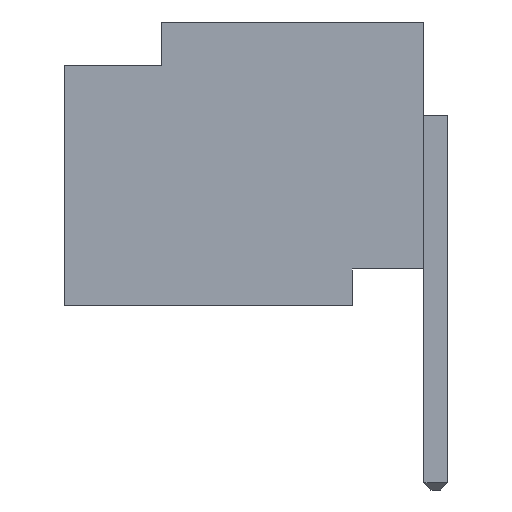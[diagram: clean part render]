
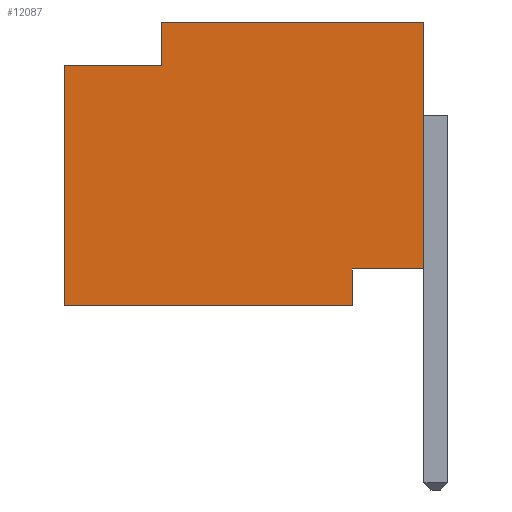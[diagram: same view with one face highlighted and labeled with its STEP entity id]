
A CAD part, left-side view. The second image highlights one B-rep face of the part: STEP entity #12087.
In plain terms, the highlighted planar face has unit normal (-1, 0, 0).
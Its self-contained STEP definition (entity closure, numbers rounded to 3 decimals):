
#678=ORIENTED_EDGE('',*,*,#3016,.T.);
#679=ORIENTED_EDGE('',*,*,#3110,.T.);
#680=ORIENTED_EDGE('',*,*,#3128,.T.);
#681=ORIENTED_EDGE('',*,*,#3129,.F.);
#682=ORIENTED_EDGE('',*,*,#3005,.F.);
#683=ORIENTED_EDGE('',*,*,#3121,.F.);
#684=ORIENTED_EDGE('',*,*,#3130,.F.);
#685=ORIENTED_EDGE('',*,*,#3131,.T.);
#3005=EDGE_CURVE('',#4235,#4236,#5015,.T.);
#3016=EDGE_CURVE('',#4246,#4245,#5026,.T.);
#3110=EDGE_CURVE('',#4245,#4335,#5120,.T.);
#3121=EDGE_CURVE('',#4343,#4235,#5131,.T.);
#3128=EDGE_CURVE('',#4335,#4348,#5138,.T.);
#3129=EDGE_CURVE('',#4236,#4348,#5139,.T.);
#3130=EDGE_CURVE('',#4349,#4343,#5140,.T.);
#3131=EDGE_CURVE('',#4349,#4246,#5141,.T.);
#4235=VERTEX_POINT('',#15453);
#4236=VERTEX_POINT('',#15455);
#4245=VERTEX_POINT('',#15476);
#4246=VERTEX_POINT('',#15478);
#4335=VERTEX_POINT('',#15663);
#4343=VERTEX_POINT('',#15685);
#4348=VERTEX_POINT('',#15700);
#4349=VERTEX_POINT('',#15703);
#5015=LINE('',#15454,#5981);
#5026=LINE('',#15477,#5992);
#5120=LINE('',#15664,#6086);
#5131=LINE('',#15686,#6097);
#5138=LINE('',#15699,#6104);
#5139=LINE('',#15701,#6105);
#5140=LINE('',#15702,#6106);
#5141=LINE('',#15704,#6107);
#5981=VECTOR('',#13348,1000.);
#5992=VECTOR('',#13363,1000.);
#6086=VECTOR('',#13463,1000.);
#6097=VECTOR('',#13480,1000.);
#6104=VECTOR('',#13491,1000.);
#6105=VECTOR('',#13492,1000.);
#6106=VECTOR('',#13493,1000.);
#6107=VECTOR('',#13494,1000.);
#6804=EDGE_LOOP('',(#678,#679,#680,#681,#682,#683,#684,#685));
#7376=FACE_BOUND('',#6804,.T.);
#7932=PLANE('',#12636);
#12087=ADVANCED_FACE('',(#7376),#7932,.T.);
#12636=AXIS2_PLACEMENT_3D('',#15698,#13489,#13490);
#13348=DIRECTION('',(0.,-1.,0.));
#13363=DIRECTION('',(0.,-1.,0.));
#13463=DIRECTION('',(0.,0.,1.));
#13480=DIRECTION('',(0.,0.,1.));
#13489=DIRECTION('',(-1.,0.,0.));
#13490=DIRECTION('',(0.,1.,0.));
#13491=DIRECTION('',(0.,-1.,0.));
#13492=DIRECTION('',(0.,0.,-1.));
#13493=DIRECTION('',(0.,-1.,0.));
#13494=DIRECTION('',(0.,0.,-1.));
#15453=CARTESIAN_POINT('',(-10.873,3.073,3.327));
#15454=CARTESIAN_POINT('',(-10.873,1.27,3.327));
#15455=CARTESIAN_POINT('',(-10.873,0.,3.327));
#15476=CARTESIAN_POINT('',(-10.873,0.838,0.));
#15477=CARTESIAN_POINT('',(-10.873,1.27,0.));
#15478=CARTESIAN_POINT('',(-10.873,4.216,0.));
#15663=CARTESIAN_POINT('',(-10.873,0.838,0.432));
#15664=CARTESIAN_POINT('',(-10.873,0.838,0.));
#15685=CARTESIAN_POINT('',(-10.873,3.073,2.819));
#15686=CARTESIAN_POINT('',(-10.873,3.073,2.819));
#15698=CARTESIAN_POINT('',(-10.873,1.27,3.327));
#15699=CARTESIAN_POINT('',(-10.873,0.838,0.432));
#15700=CARTESIAN_POINT('',(-10.873,0.,0.432));
#15701=CARTESIAN_POINT('',(-10.873,0.,3.327));
#15702=CARTESIAN_POINT('',(-10.873,4.216,2.819));
#15703=CARTESIAN_POINT('',(-10.873,4.216,2.819));
#15704=CARTESIAN_POINT('',(-10.873,4.216,3.327));
